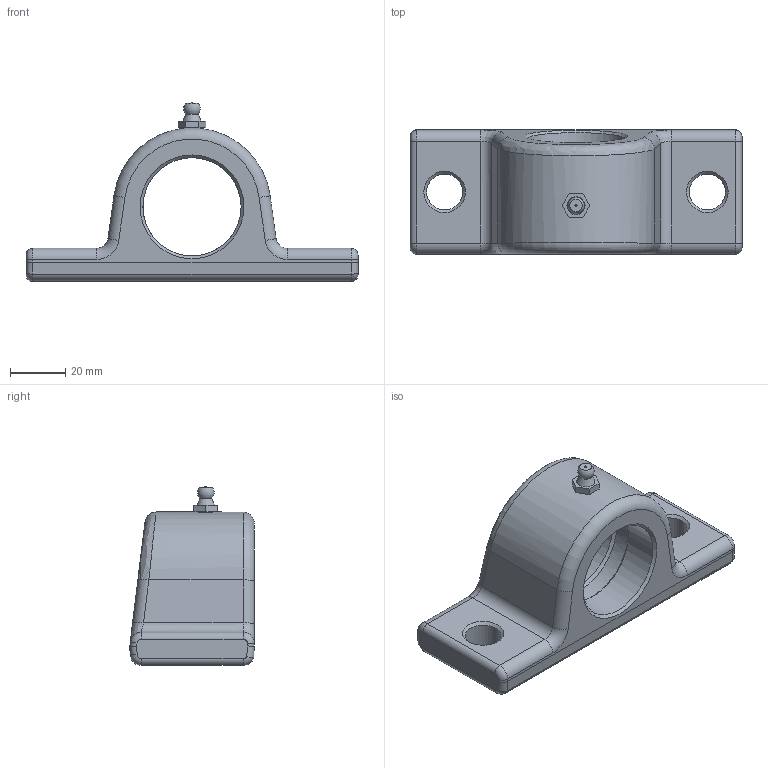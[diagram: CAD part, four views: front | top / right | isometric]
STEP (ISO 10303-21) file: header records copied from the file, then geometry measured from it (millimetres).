
FILE_DESCRIPTION(/* description */ ('Unknown'),/* implementation_level */ '2;1');
FILE_NAME(/* name */ '2168i',/* time_stamp */ '2019-01-11T14:09:23+01:00',/* author */ ('Unknown'),/* organization */ ('Unknown'),/* preprocessor_version */ 'ST-DEVELOPER v16',/* originating_system */ 'DEX',/* authorisation */ $);
FILE_SCHEMA (('AUTOMOTIVE_DESIGN {1 0 10303 214 3 1 1}'));
Length unit declared in the file: millimetre
Products named in the file (3): 2168i; 2168; 2247
Assembly tree (2 placements, depth 2):
  2168i
    2168
    2247
Bounding box: 120 x 45 x 64.7 mm (x, y, z)
Volume: 107507.2 mm3; surface area: 23754.3 mm2
Topology: 3 solids, 3 shells, 81 faces, 191 edges, 114 vertices
Faces by surface type: cylinder 33, plane 20, cone 11, torus 11, bspline 4, sphere 2
Full cylindrical faces by diameter (mm): 7.2 x2, 8 x1, 13 x2, 35.5 x2
Entity records: 3063 total; most frequent: CARTESIAN_POINT 1207, DIRECTION 392, ORIENTED_EDGE 320, AXIS2_PLACEMENT_3D 161, EDGE_CURVE 160, EDGE_LOOP 110, FACE_BOUND 110, VERTEX_POINT 104
